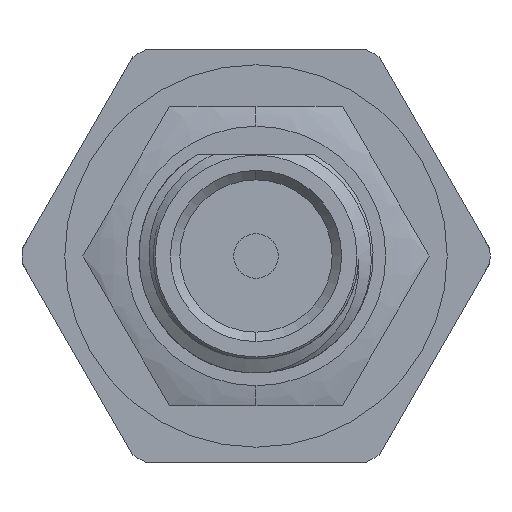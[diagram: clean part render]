
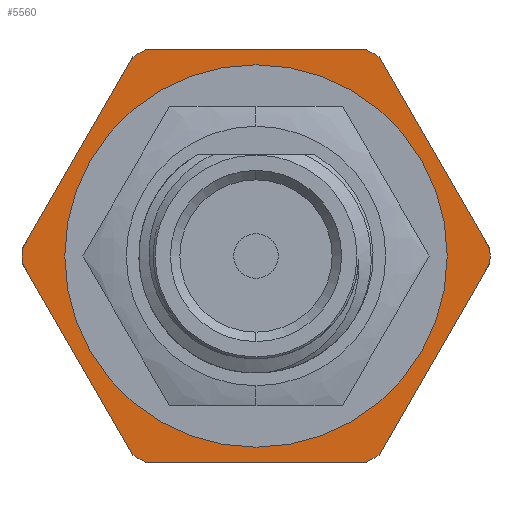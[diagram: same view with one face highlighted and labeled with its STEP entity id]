
A CAD part, left-side view. The second image highlights one B-rep face of the part: STEP entity #5560.
In plain terms, the highlighted planar face has unit normal (-1, 0, 0).
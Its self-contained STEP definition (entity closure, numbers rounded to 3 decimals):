
#27 = VECTOR ( 'NONE', #12057, 1000. ) ;
#62 = VERTEX_POINT ( 'NONE', #19571 ) ;
#63 = CARTESIAN_POINT ( 'NONE',  ( 10.5, 6.243, 0.187 ) ) ;
#381 = CARTESIAN_POINT ( 'NONE',  ( 10.5, 2.96, 5.5 ) ) ;
#420 = EDGE_CURVE ( 'NONE', #13916, #13777, #9846, .T. ) ;
#469 = EDGE_CURVE ( 'NONE', #9658, #10630, #13734, .T. ) ;
#570 = VERTEX_POINT ( 'NONE', #11836 ) ;
#812 = VECTOR ( 'NONE', #16707, 1000. ) ;
#1171 = EDGE_LOOP ( 'NONE', ( #18167, #9362, #13731, #22178, #3143, #10880, #18773, #21116, #20677, #7273, #2690, #3715 ) ) ;
#1198 = AXIS2_PLACEMENT_3D ( 'NONE', #2894, #25814, #7220 ) ;
#1523 = DIRECTION ( 'NONE',  ( 1., 0., 0. ) ) ;
#1537 = ORIENTED_EDGE ( 'NONE', *, *, #22712, .F. ) ;
#1875 = ORIENTED_EDGE ( 'NONE', *, *, #3649, .F. ) ;
#1910 = CIRCLE ( 'NONE', #14900, 6.246 ) ;
#1929 = CARTESIAN_POINT ( 'NONE',  ( 10.5, 3.175, -5.5 ) ) ;
#2690 = ORIENTED_EDGE ( 'NONE', *, *, #18153, .T. ) ;
#2894 = CARTESIAN_POINT ( 'NONE',  ( 10.5, 0., 0. ) ) ;
#3143 = ORIENTED_EDGE ( 'NONE', *, *, #13053, .T. ) ;
#3415 = EDGE_CURVE ( 'NONE', #18345, #13916, #9979, .T. ) ;
#3426 = CARTESIAN_POINT ( 'NONE',  ( 10.5, 3.125, 0. ) ) ;
#3649 = EDGE_CURVE ( 'NONE', #5678, #23771, #5533, .T. ) ;
#3715 = ORIENTED_EDGE ( 'NONE', *, *, #469, .T. ) ;
#3999 = DIRECTION ( 'NONE',  ( 0., -0.5, 0.866 ) ) ;
#4406 = EDGE_CURVE ( 'NONE', #13770, #18345, #14180, .T. ) ;
#5243 = VERTEX_POINT ( 'NONE', #22934 ) ;
#5533 = CIRCLE ( 'NONE', #13753, 4.686 ) ;
#5560 = ADVANCED_FACE ( 'NONE', ( #5863, #20085 ), #25423, .F. ) ;
#5678 = VERTEX_POINT ( 'NONE', #14128 ) ;
#5770 = DIRECTION ( 'NONE',  ( 0., 0.5, -0.866 ) ) ;
#5833 = CARTESIAN_POINT ( 'NONE',  ( 10.5, -3.175, 5.5 ) ) ;
#5863 = FACE_BOUND ( 'NONE', #5948, .T. ) ;
#5874 = DIRECTION ( 'NONE',  ( 0., 0., 1. ) ) ;
#5934 = EDGE_CURVE ( 'NONE', #7496, #23127, #16572, .T. ) ;
#5948 = EDGE_LOOP ( 'NONE', ( #1537, #1875 ) ) ;
#6000 = DIRECTION ( 'NONE',  ( 0., 0., -1. ) ) ;
#6510 = AXIS2_PLACEMENT_3D ( 'NONE', #16683, #24966, #22649 ) ;
#6655 = EDGE_CURVE ( 'NONE', #10630, #5243, #10672, .T. ) ;
#6758 = CARTESIAN_POINT ( 'NONE',  ( 10.5, 6.351, 0. ) ) ;
#7220 = DIRECTION ( 'NONE',  ( 0., 0., 1. ) ) ;
#7273 = ORIENTED_EDGE ( 'NONE', *, *, #25361, .T. ) ;
#7483 = CARTESIAN_POINT ( 'NONE',  ( 10.5, -6.243, -0.187 ) ) ;
#7496 = VERTEX_POINT ( 'NONE', #9635 ) ;
#7679 = AXIS2_PLACEMENT_3D ( 'NONE', #11968, #7906, #14271 ) ;
#7703 = VECTOR ( 'NONE', #20815, 1000. ) ;
#7728 = DIRECTION ( 'NONE',  ( -1., 0., 0. ) ) ;
#7772 = CARTESIAN_POINT ( 'NONE',  ( 10.5, 0., 0. ) ) ;
#7813 = VECTOR ( 'NONE', #5770, 1000. ) ;
#7866 = CARTESIAN_POINT ( 'NONE',  ( 10.5, -2.96, -5.5 ) ) ;
#7906 = DIRECTION ( 'NONE',  ( -1., 0., 0. ) ) ;
#7997 = LINE ( 'NONE', #5833, #27 ) ;
#8434 = CARTESIAN_POINT ( 'NONE',  ( 10.5, -3.283, 5.313 ) ) ;
#8465 = LINE ( 'NONE', #16732, #16419 ) ;
#9362 = ORIENTED_EDGE ( 'NONE', *, *, #23058, .T. ) ;
#9635 = CARTESIAN_POINT ( 'NONE',  ( 10.5, 2.96, -5.5 ) ) ;
#9658 = VERTEX_POINT ( 'NONE', #63 ) ;
#9846 = CIRCLE ( 'NONE', #25031, 6.246 ) ;
#9979 = LINE ( 'NONE', #16622, #7703 ) ;
#10630 = VERTEX_POINT ( 'NONE', #12762 ) ;
#10672 = LINE ( 'NONE', #6758, #23781 ) ;
#10880 = ORIENTED_EDGE ( 'NONE', *, *, #4406, .T. ) ;
#11832 = CIRCLE ( 'NONE', #19218, 6.246 ) ;
#11836 = CARTESIAN_POINT ( 'NONE',  ( 10.5, -3.283, -5.313 ) ) ;
#11968 = CARTESIAN_POINT ( 'NONE',  ( 10.5, 0., 0. ) ) ;
#12057 = DIRECTION ( 'NONE',  ( 0., 1., 0. ) ) ;
#12476 = DIRECTION ( 'NONE',  ( 0., 0., -1. ) ) ;
#12762 = CARTESIAN_POINT ( 'NONE',  ( 10.5, 6.243, -0.187 ) ) ;
#13053 = EDGE_CURVE ( 'NONE', #570, #13770, #8465, .T. ) ;
#13731 = ORIENTED_EDGE ( 'NONE', *, *, #5934, .T. ) ;
#13734 = CIRCLE ( 'NONE', #7679, 6.246 ) ;
#13753 = AXIS2_PLACEMENT_3D ( 'NONE', #23067, #21151, #12476 ) ;
#13770 = VERTEX_POINT ( 'NONE', #7483 ) ;
#13777 = VERTEX_POINT ( 'NONE', #15749 ) ;
#13916 = VERTEX_POINT ( 'NONE', #8434 ) ;
#14128 = CARTESIAN_POINT ( 'NONE',  ( 10.5, 0., -4.686 ) ) ;
#14165 = CARTESIAN_POINT ( 'NONE',  ( 10.5, 3.175, 5.5 ) ) ;
#14180 = CIRCLE ( 'NONE', #1198, 6.246 ) ;
#14271 = DIRECTION ( 'NONE',  ( 0., 0., 1. ) ) ;
#14900 = AXIS2_PLACEMENT_3D ( 'NONE', #26045, #25510, #23588 ) ;
#15749 = CARTESIAN_POINT ( 'NONE',  ( 10.5, -2.96, 5.5 ) ) ;
#16041 = DIRECTION ( 'NONE',  ( -1., 0., 0. ) ) ;
#16042 = DIRECTION ( 'NONE',  ( -1., 0., 0. ) ) ;
#16175 = CARTESIAN_POINT ( 'NONE',  ( 10.5, 0., 0. ) ) ;
#16357 = EDGE_CURVE ( 'NONE', #13777, #26737, #7997, .T. ) ;
#16419 = VECTOR ( 'NONE', #3999, 1000. ) ;
#16572 = LINE ( 'NONE', #1929, #812 ) ;
#16622 = CARTESIAN_POINT ( 'NONE',  ( 10.5, -6.351, 0. ) ) ;
#16683 = CARTESIAN_POINT ( 'NONE',  ( 10.5, 0., 0. ) ) ;
#16707 = DIRECTION ( 'NONE',  ( 0., -1., 0. ) ) ;
#16732 = CARTESIAN_POINT ( 'NONE',  ( 10.5, -3.175, -5.5 ) ) ;
#17628 = CARTESIAN_POINT ( 'NONE',  ( 10.5, 0., 0. ) ) ;
#18153 = EDGE_CURVE ( 'NONE', #62, #9658, #24346, .T. ) ;
#18167 = ORIENTED_EDGE ( 'NONE', *, *, #6655, .T. ) ;
#18173 = CIRCLE ( 'NONE', #6510, 4.686 ) ;
#18345 = VERTEX_POINT ( 'NONE', #21068 ) ;
#18773 = ORIENTED_EDGE ( 'NONE', *, *, #3415, .T. ) ;
#19218 = AXIS2_PLACEMENT_3D ( 'NONE', #17628, #7728, #25923 ) ;
#19571 = CARTESIAN_POINT ( 'NONE',  ( 10.5, 3.283, 5.313 ) ) ;
#19821 = CARTESIAN_POINT ( 'NONE',  ( 10.5, 0., 4.686 ) ) ;
#19863 = AXIS2_PLACEMENT_3D ( 'NONE', #3426, #1523, #6000 ) ;
#20085 = FACE_OUTER_BOUND ( 'NONE', #1171, .T. ) ;
#20677 = ORIENTED_EDGE ( 'NONE', *, *, #16357, .T. ) ;
#20815 = DIRECTION ( 'NONE',  ( 0., 0.5, 0.866 ) ) ;
#21068 = CARTESIAN_POINT ( 'NONE',  ( 10.5, -6.243, 0.187 ) ) ;
#21116 = ORIENTED_EDGE ( 'NONE', *, *, #420, .T. ) ;
#21151 = DIRECTION ( 'NONE',  ( -1., 0., 0. ) ) ;
#21517 = DIRECTION ( 'NONE',  ( 0., -0.5, -0.866 ) ) ;
#22178 = ORIENTED_EDGE ( 'NONE', *, *, #25811, .T. ) ;
#22649 = DIRECTION ( 'NONE',  ( 0., 0., -1. ) ) ;
#22712 = EDGE_CURVE ( 'NONE', #23771, #5678, #18173, .T. ) ;
#22934 = CARTESIAN_POINT ( 'NONE',  ( 10.5, 3.283, -5.313 ) ) ;
#23058 = EDGE_CURVE ( 'NONE', #5243, #7496, #11832, .T. ) ;
#23067 = CARTESIAN_POINT ( 'NONE',  ( 10.5, 0., 0. ) ) ;
#23127 = VERTEX_POINT ( 'NONE', #7866 ) ;
#23128 = AXIS2_PLACEMENT_3D ( 'NONE', #16175, #16042, #5874 ) ;
#23588 = DIRECTION ( 'NONE',  ( 0., 0., 1. ) ) ;
#23771 = VERTEX_POINT ( 'NONE', #19821 ) ;
#23781 = VECTOR ( 'NONE', #21517, 1000. ) ;
#24346 = LINE ( 'NONE', #14165, #7813 ) ;
#24879 = CIRCLE ( 'NONE', #23128, 6.246 ) ;
#24966 = DIRECTION ( 'NONE',  ( -1., 0., 0. ) ) ;
#25031 = AXIS2_PLACEMENT_3D ( 'NONE', #7772, #16041, #26500 ) ;
#25361 = EDGE_CURVE ( 'NONE', #26737, #62, #24879, .T. ) ;
#25423 = PLANE ( 'NONE',  #19863 ) ;
#25510 = DIRECTION ( 'NONE',  ( -1., 0., 0. ) ) ;
#25811 = EDGE_CURVE ( 'NONE', #23127, #570, #1910, .T. ) ;
#25814 = DIRECTION ( 'NONE',  ( -1., 0., 0. ) ) ;
#25923 = DIRECTION ( 'NONE',  ( 0., 0., 1. ) ) ;
#26045 = CARTESIAN_POINT ( 'NONE',  ( 10.5, 0., 0. ) ) ;
#26500 = DIRECTION ( 'NONE',  ( 0., 0., 1. ) ) ;
#26737 = VERTEX_POINT ( 'NONE', #381 ) ;
